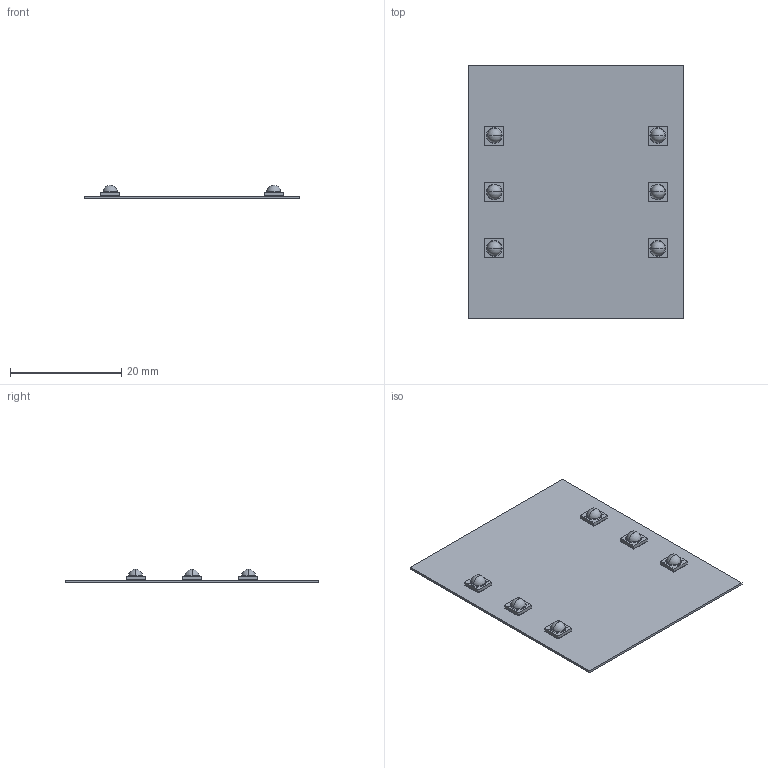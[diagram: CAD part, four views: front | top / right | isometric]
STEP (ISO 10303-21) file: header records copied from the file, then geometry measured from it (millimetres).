
FILE_DESCRIPTION(('Open CASCADE Model'),'2;1');
FILE_NAME('Open CASCADE Shape Model','2012-06-23T16:23:37',('Author'),( 'Open CASCADE'),'Open CASCADE STEP processor 6.2','Open CASCADE 6.2' ,'Unknown');
FILE_SCHEMA(('AUTOMOTIVE_DESIGN { 1 0 10303 214 1 1 1 1 }'));
Length unit declared in the file: millimetre
Products named in the file (9): PCB; Board; WHT3; xlamp_xp-x; WHT2; WHT1; RED3; RED2; RED1
Assembly tree (13 placements, depth 3):
  PCB
    Board
    WHT3
      xlamp_xp-x
    WHT2
      xlamp_xp-x
    WHT1
      xlamp_xp-x
    RED3
      xlamp_xp-x
    RED2
      xlamp_xp-x
    RED1
      xlamp_xp-x
Bounding box: 38.86 x 45.72 x 2.42 mm (x, y, z)
Volume: 816 mm3; surface area: 3867.5 mm2
Topology: 7 solids, 7 shells, 264 faces, 660 edges, 446 vertices
Faces by surface type: plane 144, cylinder 48, cone 48, sphere 12, torus 12
Entity records: 3811 total; most frequent: CARTESIAN_POINT 1332, DIRECTION 416, ORIENTED_EDGE 240, PCURVE 240, DEFINITIONAL_REPRESENTATION 240, LINE 196, VECTOR 196, EDGE_CURVE 120
